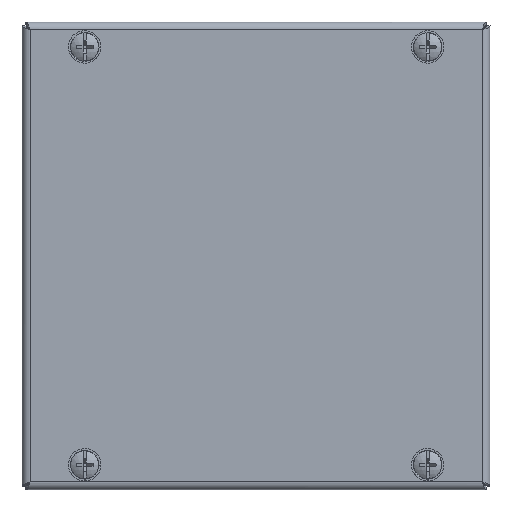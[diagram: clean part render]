
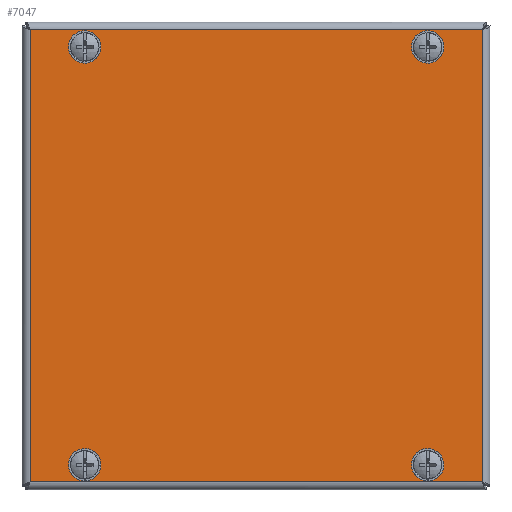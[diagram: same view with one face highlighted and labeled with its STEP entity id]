
A CAD part, top view. The second image highlights one B-rep face of the part: STEP entity #7047.
In plain terms, the highlighted face is planar.
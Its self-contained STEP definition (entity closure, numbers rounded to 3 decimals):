
#523=LINE('',#10392,#1058);
#524=LINE('',#10394,#1059);
#525=LINE('',#10396,#1060);
#526=LINE('',#10397,#1061);
#1058=VECTOR('',#8340,1000.);
#1059=VECTOR('',#8341,1000.);
#1060=VECTOR('',#8342,1000.);
#1061=VECTOR('',#8343,1000.);
#1590=PLANE('',#7558);
#1787=FACE_BOUND('',#2391,.T.);
#1788=FACE_BOUND('',#2392,.T.);
#1789=FACE_BOUND('',#2393,.T.);
#1790=FACE_BOUND('',#2394,.T.);
#1892=FACE_OUTER_BOUND('',#2390,.T.);
#2390=EDGE_LOOP('',(#4880,#4881,#4882,#4883));
#2391=EDGE_LOOP('',(#4884));
#2392=EDGE_LOOP('',(#4885));
#2393=EDGE_LOOP('',(#4886));
#2394=EDGE_LOOP('',(#4887));
#2976=CIRCLE('',#7547,4.);
#2978=CIRCLE('',#7550,4.);
#2980=CIRCLE('',#7553,4.);
#2982=CIRCLE('',#7556,4.);
#3253=VERTEX_POINT('',#10363);
#3255=VERTEX_POINT('',#10368);
#3257=VERTEX_POINT('',#10373);
#3259=VERTEX_POINT('',#10378);
#3264=VERTEX_POINT('',#10390);
#3265=VERTEX_POINT('',#10391);
#3266=VERTEX_POINT('',#10393);
#3267=VERTEX_POINT('',#10395);
#3860=EDGE_CURVE('',#3253,#3253,#2976,.T.);
#3862=EDGE_CURVE('',#3255,#3255,#2978,.T.);
#3864=EDGE_CURVE('',#3257,#3257,#2980,.T.);
#3866=EDGE_CURVE('',#3259,#3259,#2982,.T.);
#3871=EDGE_CURVE('',#3264,#3265,#523,.T.);
#3872=EDGE_CURVE('',#3265,#3266,#524,.T.);
#3873=EDGE_CURVE('',#3266,#3267,#525,.T.);
#3874=EDGE_CURVE('',#3267,#3264,#526,.T.);
#4880=ORIENTED_EDGE('',*,*,#3871,.T.);
#4881=ORIENTED_EDGE('',*,*,#3872,.T.);
#4882=ORIENTED_EDGE('',*,*,#3873,.T.);
#4883=ORIENTED_EDGE('',*,*,#3874,.T.);
#4884=ORIENTED_EDGE('',*,*,#3860,.F.);
#4885=ORIENTED_EDGE('',*,*,#3862,.F.);
#4886=ORIENTED_EDGE('',*,*,#3864,.F.);
#4887=ORIENTED_EDGE('',*,*,#3866,.F.);
#7047=ADVANCED_FACE('',(#1892,#1787,#1788,#1789,#1790),#1590,.F.);
#7547=AXIS2_PLACEMENT_3D('',#10364,#8312,#8313);
#7550=AXIS2_PLACEMENT_3D('',#10369,#8318,#8319);
#7553=AXIS2_PLACEMENT_3D('',#10374,#8324,#8325);
#7556=AXIS2_PLACEMENT_3D('',#10379,#8330,#8331);
#7558=AXIS2_PLACEMENT_3D('',#10389,#8338,#8339);
#8312=DIRECTION('center_axis',(0.,0.,-1.));
#8313=DIRECTION('ref_axis',(1.,0.,0.));
#8318=DIRECTION('center_axis',(0.,0.,-1.));
#8319=DIRECTION('ref_axis',(-1.,0.,0.));
#8324=DIRECTION('center_axis',(0.,0.,-1.));
#8325=DIRECTION('ref_axis',(1.,0.,0.));
#8330=DIRECTION('center_axis',(0.,0.,-1.));
#8331=DIRECTION('ref_axis',(-1.,0.,0.));
#8338=DIRECTION('center_axis',(0.,0.,1.));
#8339=DIRECTION('ref_axis',(1.,0.,0.));
#8340=DIRECTION('',(-1.,0.,0.));
#8341=DIRECTION('',(0.,1.,0.));
#8342=DIRECTION('',(1.,0.,0.));
#8343=DIRECTION('',(0.,-1.,0.));
#10363=CARTESIAN_POINT('',(51.,-67.,0.));
#10364=CARTESIAN_POINT('Origin',(55.,-67.,0.));
#10368=CARTESIAN_POINT('',(-59.,-67.,0.));
#10369=CARTESIAN_POINT('Origin',(-55.,-67.,0.));
#10373=CARTESIAN_POINT('',(-59.,67.,0.));
#10374=CARTESIAN_POINT('Origin',(-55.,67.,0.));
#10378=CARTESIAN_POINT('',(51.,67.,0.));
#10379=CARTESIAN_POINT('Origin',(55.,67.,0.));
#10389=CARTESIAN_POINT('Origin',(-75.,75.,0.));
#10390=CARTESIAN_POINT('',(72.5,-72.5,0.));
#10391=CARTESIAN_POINT('',(-72.5,-72.5,0.));
#10392=CARTESIAN_POINT('',(73.743,-72.5,0.));
#10393=CARTESIAN_POINT('',(-72.5,72.5,0.));
#10394=CARTESIAN_POINT('',(-72.5,-73.743,0.));
#10395=CARTESIAN_POINT('',(72.5,72.5,0.));
#10396=CARTESIAN_POINT('',(-73.743,72.5,0.));
#10397=CARTESIAN_POINT('',(72.5,73.743,0.));
